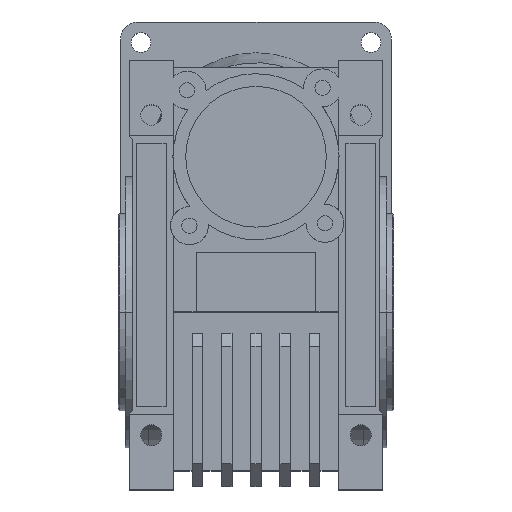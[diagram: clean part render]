
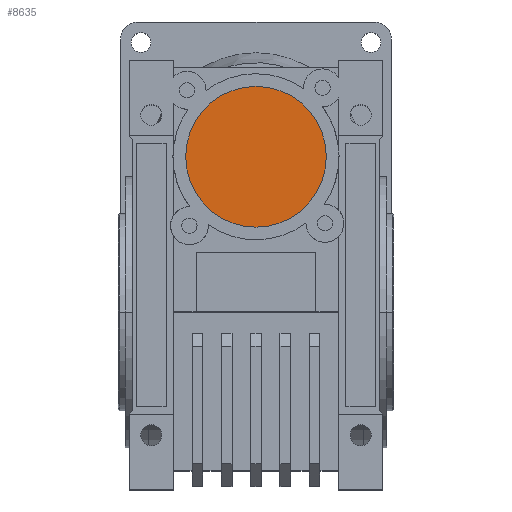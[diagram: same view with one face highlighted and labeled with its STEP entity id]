
A CAD part, top view. The second image highlights one B-rep face of the part: STEP entity #8635.
In plain terms, the highlighted planar face has unit normal (0, 0, 1).
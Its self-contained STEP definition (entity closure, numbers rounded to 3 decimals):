
#1954 = VERTEX_POINT ( 'NONE', #20596 ) ;
#3169 = VERTEX_POINT ( 'NONE', #7588 ) ;
#3998 = CIRCLE ( 'NONE', #21457, 28.55 ) ;
#6944 = DIRECTION ( 'NONE',  ( 1., 0., 0. ) ) ;
#7588 = CARTESIAN_POINT ( 'NONE',  ( 28.55, 63., 70.92 ) ) ;
#7971 = CIRCLE ( 'NONE', #9594, 28.55 ) ;
#8007 = DIRECTION ( 'NONE',  ( 0., 0., 1. ) ) ;
#8635 = ADVANCED_FACE ( 'NONE', ( #9343 ), #16418, .T. ) ;
#9143 = DIRECTION ( 'NONE',  ( 0., 0., 1. ) ) ;
#9343 = FACE_OUTER_BOUND ( 'NONE', #22312, .T. ) ;
#9594 = AXIS2_PLACEMENT_3D ( 'NONE', #21635, #8007, #21712 ) ;
#11256 = EDGE_CURVE ( 'NONE', #1954, #3169, #7971, .T. ) ;
#11721 = ORIENTED_EDGE ( 'NONE', *, *, #19876, .T. ) ;
#12268 = ORIENTED_EDGE ( 'NONE', *, *, #11256, .T. ) ;
#12364 = DIRECTION ( 'NONE',  ( 1., 0., 0. ) ) ;
#13624 = CARTESIAN_POINT ( 'NONE',  ( 0., 63., 70.92 ) ) ;
#13851 = DIRECTION ( 'NONE',  ( 0., 0., 1. ) ) ;
#15787 = AXIS2_PLACEMENT_3D ( 'NONE', #13624, #13851, #6944 ) ;
#16418 = PLANE ( 'NONE',  #15787 ) ;
#19102 = CARTESIAN_POINT ( 'NONE',  ( 0., 63., 70.92 ) ) ;
#19876 = EDGE_CURVE ( 'NONE', #3169, #1954, #3998, .T. ) ;
#20596 = CARTESIAN_POINT ( 'NONE',  ( -28.55, 63., 70.92 ) ) ;
#21457 = AXIS2_PLACEMENT_3D ( 'NONE', #19102, #9143, #12364 ) ;
#21635 = CARTESIAN_POINT ( 'NONE',  ( 0., 63., 70.92 ) ) ;
#21712 = DIRECTION ( 'NONE',  ( 1., 0., 0. ) ) ;
#22312 = EDGE_LOOP ( 'NONE', ( #11721, #12268 ) ) ;
